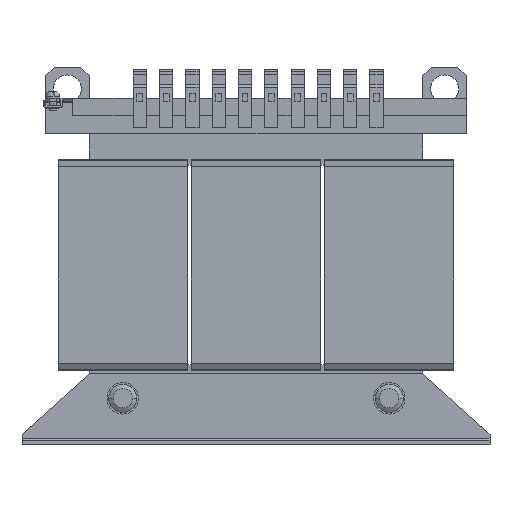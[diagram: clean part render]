
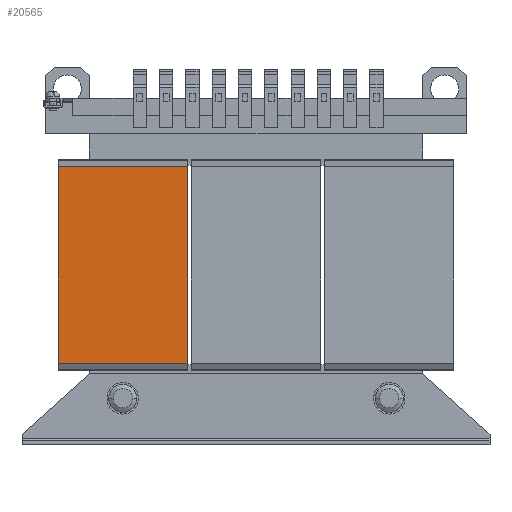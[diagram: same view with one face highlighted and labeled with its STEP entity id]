
A CAD part, top view. The second image highlights one B-rep face of the part: STEP entity #20565.
In plain terms, the highlighted planar face has unit normal (0, 0, 1).
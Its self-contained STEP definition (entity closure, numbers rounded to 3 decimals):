
#355 = VECTOR ( 'NONE', #720, 1000. ) ;
#720 = DIRECTION ( 'NONE',  ( 0., -1., 0. ) ) ;
#1348 = DIRECTION ( 'NONE',  ( -1., 0., 0. ) ) ;
#1497 = CARTESIAN_POINT ( 'NONE',  ( -112.9, -56., 40.1 ) ) ;
#1895 = VERTEX_POINT ( 'NONE', #16049 ) ;
#2518 = CARTESIAN_POINT ( 'NONE',  ( -39.1, -56., 40.1 ) ) ;
#3086 = EDGE_CURVE ( 'Defeature ausgef�hrt2_74+Defeature ausgef�hrt2_66+Defeature ausgef�hrt2_65+Defeature ausgef�hrt2_67', #10327, #7838, #23795, .T. ) ;
#3845 = VECTOR ( 'NONE', #1348, 1000. ) ;
#3976 = DIRECTION ( 'NONE',  ( -1., 0., 0. ) ) ;
#6042 = DIRECTION ( 'NONE',  ( 0., 0., -1. ) ) ;
#6309 = LINE ( 'NONE', #16787, #3845 ) ;
#6820 = CARTESIAN_POINT ( 'NONE',  ( -39.1, -56., 40.1 ) ) ;
#7838 = VERTEX_POINT ( 'NONE', #6820 ) ;
#7901 = ORIENTED_EDGE ( 'NONE', *, *, #15507, .T. ) ;
#7977 = DIRECTION ( 'NONE',  ( 0., -1., 0. ) ) ;
#9767 = PLANE ( 'NONE',  #13948 ) ;
#10167 = LINE ( 'NONE', #21317, #10773 ) ;
#10327 = VERTEX_POINT ( 'NONE', #22033 ) ;
#10773 = VECTOR ( 'NONE', #7977, 1000. ) ;
#11667 = ORIENTED_EDGE ( 'NONE', *, *, #22407, .F. ) ;
#11697 = FACE_OUTER_BOUND ( 'NONE', #16218, .T. ) ;
#13666 = CARTESIAN_POINT ( 'NONE',  ( -39.1, 56., 40.1 ) ) ;
#13948 = AXIS2_PLACEMENT_3D ( 'NONE', #13666, #6042, #3976 ) ;
#14719 = ORIENTED_EDGE ( 'NONE', *, *, #19904, .T. ) ;
#14773 = VERTEX_POINT ( 'NONE', #1497 ) ;
#14887 = ORIENTED_EDGE ( 'NONE', *, *, #3086, .F. ) ;
#15507 = EDGE_CURVE ( 'Defeature ausgef�hrt2_66+Defeature ausgef�hrt2_75+Defeature ausgef�hrt2_65+Defeature ausgef�hrt2_67', #1895, #14773, #10167, .T. ) ;
#16049 = CARTESIAN_POINT ( 'NONE',  ( -112.9, 56., 40.1 ) ) ;
#16218 = EDGE_LOOP ( 'NONE', ( #7901, #11667, #14887, #14719 ) ) ;
#16787 = CARTESIAN_POINT ( 'NONE',  ( -39.1, 56., 40.1 ) ) ;
#18028 = LINE ( 'NONE', #2518, #21051 ) ;
#19904 = EDGE_CURVE ( 'Defeature ausgef�hrt2_66+Defeature ausgef�hrt2_65+Defeature ausgef�hrt2_74+Defeature ausgef�hrt2_75', #10327, #1895, #6309, .T. ) ;
#20565 = ADVANCED_FACE ( 'Defeature ausgef�hrt2_66', ( #11697 ), #9767, .F. ) ;
#21051 = VECTOR ( 'NONE', #22078, 1000. ) ;
#21317 = CARTESIAN_POINT ( 'NONE',  ( -112.9, 56., 40.1 ) ) ;
#21806 = CARTESIAN_POINT ( 'NONE',  ( -39.1, 56., 40.1 ) ) ;
#22033 = CARTESIAN_POINT ( 'NONE',  ( -39.1, 56., 40.1 ) ) ;
#22078 = DIRECTION ( 'NONE',  ( -1., 0., 0. ) ) ;
#22407 = EDGE_CURVE ( 'Defeature ausgef�hrt2_67+Defeature ausgef�hrt2_66+Defeature ausgef�hrt2_74+Defeature ausgef�hrt2_75', #7838, #14773, #18028, .T. ) ;
#23795 = LINE ( 'NONE', #21806, #355 ) ;
